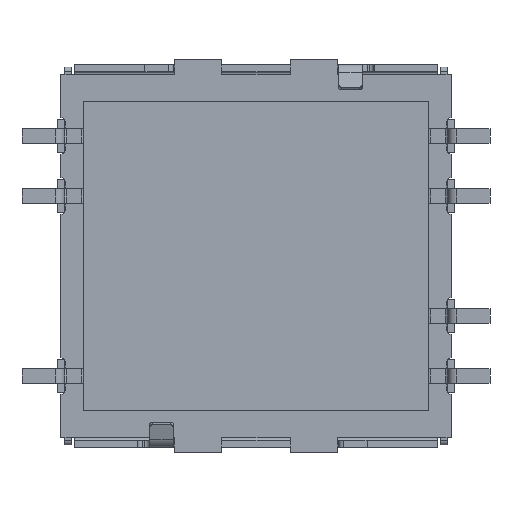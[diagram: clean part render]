
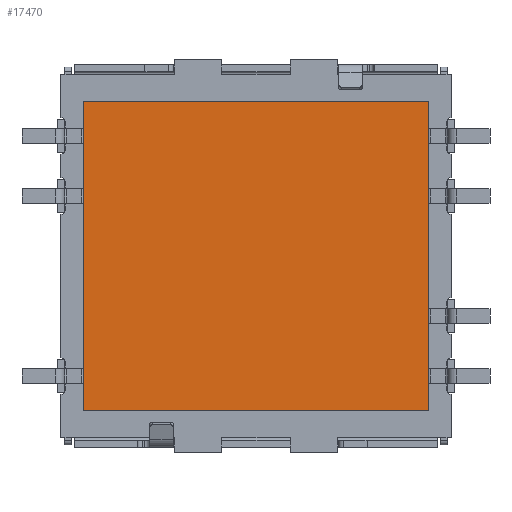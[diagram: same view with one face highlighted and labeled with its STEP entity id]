
A CAD part, front view. The second image highlights one B-rep face of the part: STEP entity #17470.
In plain terms, the highlighted planar face has unit normal (0, -1, 0).
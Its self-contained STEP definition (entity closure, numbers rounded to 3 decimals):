
#1467 = EDGE_CURVE ( 'NONE', #10557, #17228, #3088, .T. ) ;
#2233 = CARTESIAN_POINT ( 'NONE',  ( -7.305, 1., -6.55 ) ) ;
#2915 = ORIENTED_EDGE ( 'NONE', *, *, #1467, .F. ) ;
#3088 = LINE ( 'NONE', #7551, #6454 ) ;
#3411 = PLANE ( 'NONE',  #19679 ) ;
#4490 = CARTESIAN_POINT ( 'NONE',  ( 7.305, 1., -6.55 ) ) ;
#4495 = FACE_OUTER_BOUND ( 'NONE', #20741, .T. ) ;
#5116 = LINE ( 'NONE', #19961, #17453 ) ;
#5170 = DIRECTION ( 'NONE',  ( 0., 1., 0. ) ) ;
#5206 = CARTESIAN_POINT ( 'NONE',  ( -7.305, 1., 6.55 ) ) ;
#5507 = ORIENTED_EDGE ( 'NONE', *, *, #7620, .F. ) ;
#6176 = DIRECTION ( 'NONE',  ( 1., 0., 0. ) ) ;
#6449 = EDGE_CURVE ( 'NONE', #15778, #10557, #21440, .T. ) ;
#6454 = VECTOR ( 'NONE', #12791, 1000. ) ;
#7551 = CARTESIAN_POINT ( 'NONE',  ( 7.305, 1., -6.55 ) ) ;
#7620 = EDGE_CURVE ( 'NONE', #17228, #8554, #5116, .T. ) ;
#8076 = VECTOR ( 'NONE', #6176, 1000. ) ;
#8554 = VERTEX_POINT ( 'NONE', #17192 ) ;
#10364 = EDGE_CURVE ( 'NONE', #8554, #15778, #13937, .T. ) ;
#10557 = VERTEX_POINT ( 'NONE', #14903 ) ;
#12279 = DIRECTION ( 'NONE',  ( 0., 0., 1. ) ) ;
#12791 = DIRECTION ( 'NONE',  ( 0., 0., -1. ) ) ;
#13937 = LINE ( 'NONE', #2233, #18413 ) ;
#14903 = CARTESIAN_POINT ( 'NONE',  ( 7.305, 1., 6.55 ) ) ;
#15182 = CARTESIAN_POINT ( 'NONE',  ( 0., 1., 0. ) ) ;
#15778 = VERTEX_POINT ( 'NONE', #5206 ) ;
#16838 = ORIENTED_EDGE ( 'NONE', *, *, #6449, .F. ) ;
#16917 = DIRECTION ( 'NONE',  ( 0., 0., 1. ) ) ;
#17192 = CARTESIAN_POINT ( 'NONE',  ( -7.305, 1., -6.55 ) ) ;
#17228 = VERTEX_POINT ( 'NONE', #4490 ) ;
#17453 = VECTOR ( 'NONE', #21644, 1000. ) ;
#17470 = ADVANCED_FACE ( 'NONE', ( #4495 ), #3411, .F. ) ;
#17940 = ORIENTED_EDGE ( 'NONE', *, *, #10364, .F. ) ;
#18413 = VECTOR ( 'NONE', #12279, 1000. ) ;
#19679 = AXIS2_PLACEMENT_3D ( 'NONE', #15182, #5170, #16917 ) ;
#19961 = CARTESIAN_POINT ( 'NONE',  ( -7.305, 1., -6.55 ) ) ;
#20741 = EDGE_LOOP ( 'NONE', ( #17940, #5507, #2915, #16838 ) ) ;
#21134 = CARTESIAN_POINT ( 'NONE',  ( -7.305, 1., 6.55 ) ) ;
#21440 = LINE ( 'NONE', #21134, #8076 ) ;
#21644 = DIRECTION ( 'NONE',  ( -1., 0., 0. ) ) ;
